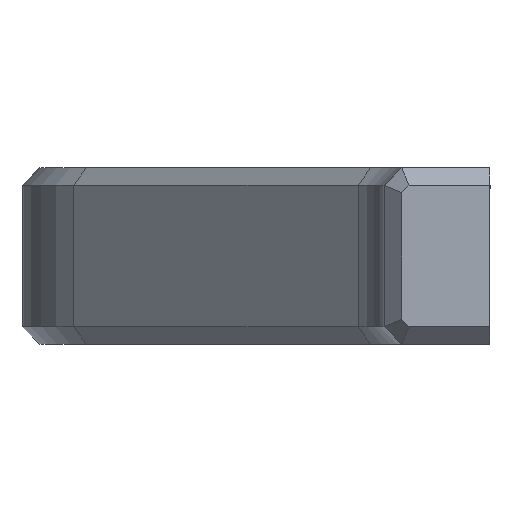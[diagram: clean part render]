
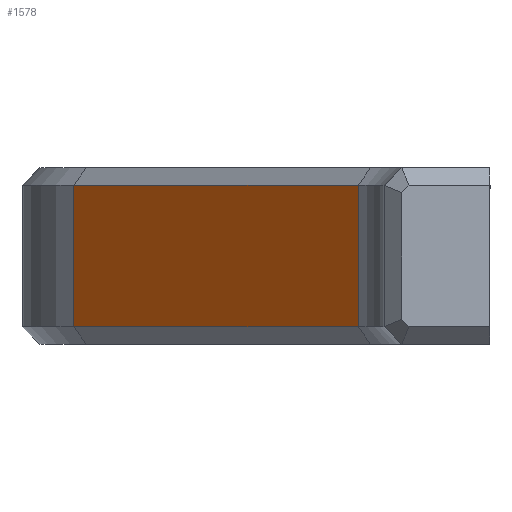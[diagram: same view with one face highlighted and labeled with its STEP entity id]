
A CAD part, left-side view. The second image highlights one B-rep face of the part: STEP entity #1578.
In plain terms, the highlighted planar face has unit normal (-0.707, 0.707, 0).
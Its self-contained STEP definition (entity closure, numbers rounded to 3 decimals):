
#178=LINE('',#2617,#344);
#179=LINE('',#2622,#345);
#180=LINE('',#2623,#346);
#181=LINE('',#2624,#347);
#344=VECTOR('',#2100,1000.);
#345=VECTOR('',#2105,1000.);
#346=VECTOR('',#2106,1000.);
#347=VECTOR('',#2107,1000.);
#440=FACE_OUTER_BOUND('',#548,.T.);
#548=EDGE_LOOP('',(#1261,#1262,#1263,#1264));
#792=VERTEX_POINT('',#2614);
#793=VERTEX_POINT('',#2616);
#794=VERTEX_POINT('',#2620);
#795=VERTEX_POINT('',#2621);
#965=EDGE_CURVE('',#792,#793,#178,.T.);
#967=EDGE_CURVE('',#794,#795,#179,.T.);
#968=EDGE_CURVE('',#793,#794,#180,.T.);
#969=EDGE_CURVE('',#795,#792,#181,.T.);
#1261=ORIENTED_EDGE('',*,*,#967,.F.);
#1262=ORIENTED_EDGE('',*,*,#968,.F.);
#1263=ORIENTED_EDGE('',*,*,#965,.F.);
#1264=ORIENTED_EDGE('',*,*,#969,.F.);
#1511=PLANE('',#1741);
#1578=ADVANCED_FACE('',(#440),#1511,.T.);
#1741=AXIS2_PLACEMENT_3D('',#2619,#2103,#2104);
#2100=DIRECTION('',(0.,0.,1.));
#2103=DIRECTION('center_axis',(-0.707,0.707,0.));
#2104=DIRECTION('ref_axis',(0.,0.,1.));
#2105=DIRECTION('',(0.,0.,-1.));
#2106=DIRECTION('',(-0.707,-0.707,0.));
#2107=DIRECTION('',(0.707,0.707,0.));
#2614=CARTESIAN_POINT('',(-16.571,31.076,6.));
#2616=CARTESIAN_POINT('',(-16.571,31.076,14.));
#2617=CARTESIAN_POINT('',(-16.571,31.076,5.));
#2619=CARTESIAN_POINT('Origin',(-14.142,33.505,5.));
#2620=CARTESIAN_POINT('',(-32.678,14.97,14.));
#2621=CARTESIAN_POINT('',(-32.678,14.97,6.));
#2622=CARTESIAN_POINT('',(-32.678,14.97,5.));
#2623=CARTESIAN_POINT('',(-11.232,36.416,14.));
#2624=CARTESIAN_POINT('',(-11.232,36.416,6.));
